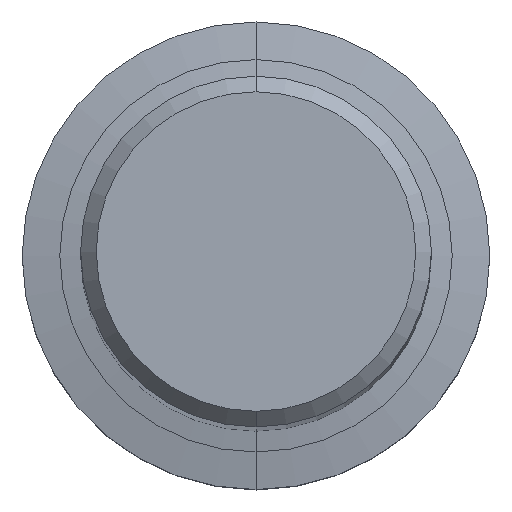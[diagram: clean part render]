
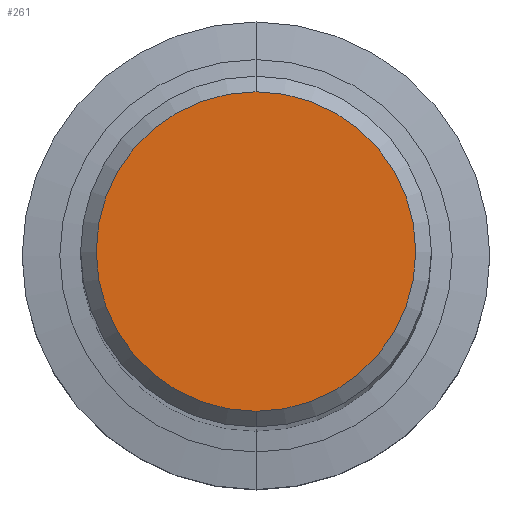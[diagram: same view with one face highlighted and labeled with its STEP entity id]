
A CAD part, top view. The second image highlights one B-rep face of the part: STEP entity #261.
In plain terms, the highlighted planar face has unit normal (0, 0, 1).
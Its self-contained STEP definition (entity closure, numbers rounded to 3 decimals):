
#229=VERTEX_POINT('',#589);
#261=ADVANCED_FACE('',(#623),#624,.T.);
#281=EDGE_CURVE('',#363,#229,#646,.T.);
#363=VERTEX_POINT('',#738);
#475=EDGE_CURVE('',#229,#363,#862,.T.);
#589=CARTESIAN_POINT('',(0.,-8.2,0.0));
#623=FACE_OUTER_BOUND('',#1109,.T.);
#624=PLANE('',#1110);
#646=CIRCLE('',#1139,8.2);
#738=CARTESIAN_POINT('',(0.0,8.2,0.0));
#862=CIRCLE('',#1573,8.2);
#1109=EDGE_LOOP('',(#1771,#1772));
#1110=AXIS2_PLACEMENT_3D('',#1773,#1774,#1775);
#1139=AXIS2_PLACEMENT_3D('',#1803,#1804,#1805);
#1573=AXIS2_PLACEMENT_3D('',#2078,#2079,#2080);
#1771=ORIENTED_EDGE('',*,*,#281,.F.);
#1772=ORIENTED_EDGE('',*,*,#475,.F.);
#1773=CARTESIAN_POINT('',(0.0,4.1,0.0));
#1774=DIRECTION('',(-0.0,0.0,1.0));
#1775=DIRECTION('',(0.0,-1.0,0.0));
#1803=CARTESIAN_POINT('',(0.0,0.0,0.0));
#1804=DIRECTION('',(0.0,0.0,-1.0));
#1805=DIRECTION('',(0.0,1.0,0.0));
#2078=CARTESIAN_POINT('',(0.0,0.0,0.0));
#2079=DIRECTION('',(0.0,0.0,-1.0));
#2080=DIRECTION('',(0.0,1.0,0.0));
